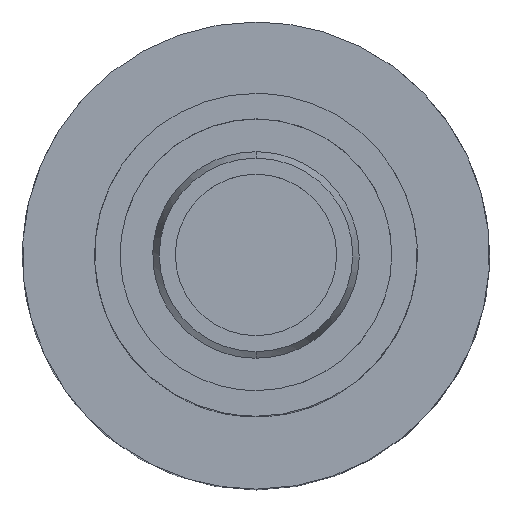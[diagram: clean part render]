
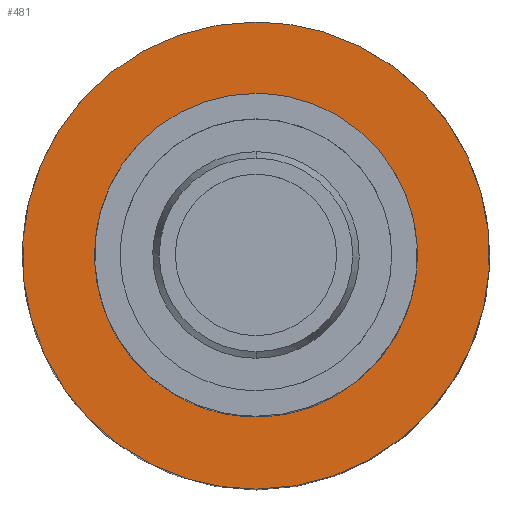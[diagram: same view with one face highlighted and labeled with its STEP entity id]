
A CAD part, top view. The second image highlights one B-rep face of the part: STEP entity #481.
In plain terms, the highlighted planar face has unit normal (0, 0, 1).
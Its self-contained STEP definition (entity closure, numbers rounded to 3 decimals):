
#307=AXIS2_PLACEMENT_3D('Circle Axis2P3D',#305,#306,$) ;
#378=AXIS2_PLACEMENT_3D('Circle Axis2P3D',#376,#377,$) ;
#421=AXIS2_PLACEMENT_3D('Plane Axis2P3D',#418,#419,#420) ;
#302=CARTESIAN_POINT('Vertex',(2.75,4.65,17.27)) ;
#305=CARTESIAN_POINT('Axis2P3D Location',(2.75,2.75,17.27)) ;
#309=CARTESIAN_POINT('Vertex',(2.75,0.85,17.27)) ;
#376=CARTESIAN_POINT('Axis2P3D Location',(2.75,2.75,17.27)) ;
#418=CARTESIAN_POINT('Axis2P3D Location',(2.75,0.425,17.27)) ;
#424=CARTESIAN_POINT('Control Point',(2.75,5.5,17.27)) ;
#425=CARTESIAN_POINT('Control Point',(2.425,5.5,17.27)) ;
#426=CARTESIAN_POINT('Control Point',(2.1,5.452,17.27)) ;
#427=CARTESIAN_POINT('Control Point',(1.785,5.356,17.27)) ;
#428=CARTESIAN_POINT('Control Point',(1.191,5.074,17.27)) ;
#429=CARTESIAN_POINT('Control Point',(0.705,4.632,17.27)) ;
#430=CARTESIAN_POINT('Control Point',(0.497,4.376,17.27)) ;
#431=CARTESIAN_POINT('Control Point',(0.161,3.811,17.27)) ;
#432=CARTESIAN_POINT('Control Point',(0.003,3.174,17.27)) ;
#433=CARTESIAN_POINT('Control Point',(-0.027,2.845,17.27)) ;
#434=CARTESIAN_POINT('Control Point',(0.009,2.189,17.27)) ;
#435=CARTESIAN_POINT('Control Point',(0.233,1.572,17.27)) ;
#436=CARTESIAN_POINT('Control Point',(0.39,1.282,17.27)) ;
#437=CARTESIAN_POINT('Control Point',(0.786,0.757,17.27)) ;
#438=CARTESIAN_POINT('Control Point',(1.316,0.37,17.27)) ;
#439=CARTESIAN_POINT('Control Point',(1.608,0.216,17.27)) ;
#440=CARTESIAN_POINT('Control Point',(2.017,0.075,17.27)) ;
#441=CARTESIAN_POINT('Control Point',(2.441,0.015,17.27)) ;
#442=CARTESIAN_POINT('Control Point',(2.544,0.005,17.27)) ;
#443=CARTESIAN_POINT('Control Point',(2.647,0.,17.27)) ;
#444=CARTESIAN_POINT('Control Point',(2.75,0.,17.27)) ;
#445=CARTESIAN_POINT('Vertex',(2.75,5.5,17.27)) ;
#447=CARTESIAN_POINT('Vertex',(2.75,0.,17.27)) ;
#451=CARTESIAN_POINT('Control Point',(2.75,0.,17.27)) ;
#452=CARTESIAN_POINT('Control Point',(3.075,0.,17.27)) ;
#453=CARTESIAN_POINT('Control Point',(3.4,0.048,17.27)) ;
#454=CARTESIAN_POINT('Control Point',(3.715,0.144,17.27)) ;
#455=CARTESIAN_POINT('Control Point',(4.309,0.426,17.27)) ;
#456=CARTESIAN_POINT('Control Point',(4.795,0.868,17.27)) ;
#457=CARTESIAN_POINT('Control Point',(5.003,1.124,17.27)) ;
#458=CARTESIAN_POINT('Control Point',(5.339,1.689,17.27)) ;
#459=CARTESIAN_POINT('Control Point',(5.497,2.326,17.27)) ;
#460=CARTESIAN_POINT('Control Point',(5.527,2.655,17.27)) ;
#461=CARTESIAN_POINT('Control Point',(5.491,3.311,17.27)) ;
#462=CARTESIAN_POINT('Control Point',(5.267,3.928,17.27)) ;
#463=CARTESIAN_POINT('Control Point',(5.11,4.218,17.27)) ;
#464=CARTESIAN_POINT('Control Point',(4.714,4.743,17.27)) ;
#465=CARTESIAN_POINT('Control Point',(4.184,5.13,17.27)) ;
#466=CARTESIAN_POINT('Control Point',(3.892,5.284,17.27)) ;
#467=CARTESIAN_POINT('Control Point',(3.483,5.425,17.27)) ;
#468=CARTESIAN_POINT('Control Point',(3.059,5.485,17.27)) ;
#469=CARTESIAN_POINT('Control Point',(2.956,5.495,17.27)) ;
#470=CARTESIAN_POINT('Control Point',(2.853,5.5,17.27)) ;
#471=CARTESIAN_POINT('Control Point',(2.75,5.5,17.27)) ;
#306=DIRECTION('Axis2P3D Direction',(0.,0.,-1.)) ;
#377=DIRECTION('Axis2P3D Direction',(0.,0.,-1.)) ;
#419=DIRECTION('Axis2P3D Direction',(0.,0.,-1.)) ;
#420=DIRECTION('Axis2P3D XDirection',(0.,1.,0.)) ;
#474=ORIENTED_EDGE('',*,*,#449,.T.) ;
#475=ORIENTED_EDGE('',*,*,#472,.T.) ;
#478=ORIENTED_EDGE('',*,*,#311,.F.) ;
#479=ORIENTED_EDGE('',*,*,#380,.F.) ;
#480=FACE_BOUND('',#477,.T.) ;
#481=ADVANCED_FACE('Hauptkoerper',(#476,#480),#422,.F.) ;
#423=B_SPLINE_CURVE_WITH_KNOTS('',5,(#424,#425,#426,#427,#428,#429,#430,#431,#432,#433,#434,#435,#436,#437,#438,#439,#440,#441,#442,#443,#444),.UNSPECIFIED.,.F.,.U.,(6,3,3,3,3,3,6),(0.,2.298,4.596,6.893,9.191,11.489,12.217),.UNSPECIFIED.) ;
#450=B_SPLINE_CURVE_WITH_KNOTS('',5,(#451,#452,#453,#454,#455,#456,#457,#458,#459,#460,#461,#462,#463,#464,#465,#466,#467,#468,#469,#470,#471),.UNSPECIFIED.,.F.,.U.,(6,3,3,3,3,3,6),(0.,2.298,4.596,6.893,9.191,11.489,12.217),.UNSPECIFIED.) ;
#308=CIRCLE('generated circle',#307,1.9) ;
#379=CIRCLE('generated circle',#378,1.9) ;
#311=EDGE_CURVE('',#303,#310,#308,.F.) ;
#380=EDGE_CURVE('',#310,#303,#379,.F.) ;
#449=EDGE_CURVE('',#446,#448,#423,.T.) ;
#472=EDGE_CURVE('',#448,#446,#450,.T.) ;
#473=EDGE_LOOP('',(#474,#475)) ;
#477=EDGE_LOOP('',(#478,#479)) ;
#476=FACE_OUTER_BOUND('',#473,.T.) ;
#422=PLANE('',#421) ;
#303=VERTEX_POINT('',#302) ;
#310=VERTEX_POINT('',#309) ;
#446=VERTEX_POINT('',#445) ;
#448=VERTEX_POINT('',#447) ;
